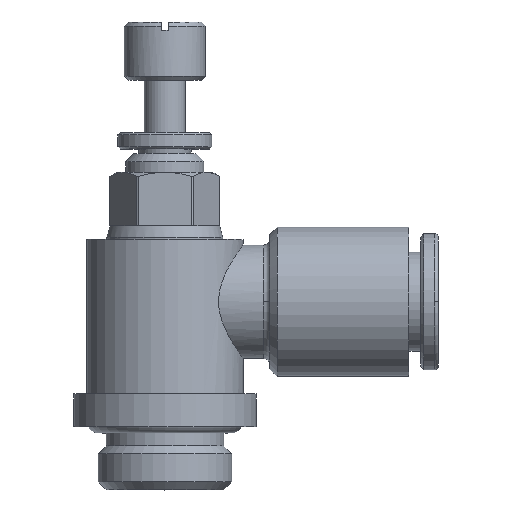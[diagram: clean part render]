
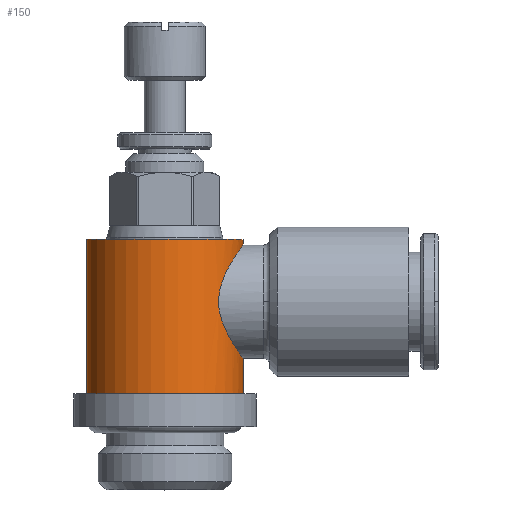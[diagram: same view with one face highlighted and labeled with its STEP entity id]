
A CAD part, top view. The second image highlights one B-rep face of the part: STEP entity #150.
In plain terms, the highlighted cylindrical face has radius 5.7 mm (diameter 11.4 mm), a partial arc.
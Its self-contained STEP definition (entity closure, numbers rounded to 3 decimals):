
#150=ADVANCED_FACE('',(#374),#375,.T.);
#374=FACE_OUTER_BOUND('',#600,.T.);
#375=CYLINDRICAL_SURFACE('',#601,5.7);
#600=EDGE_LOOP('',(#1407,#1408,#1409,#1410,#1411,#1412));
#601=AXIS2_PLACEMENT_3D('',#1413,#1414,#1415);
#1407=ORIENTED_EDGE('',*,*,#1423,.T.);
#1408=ORIENTED_EDGE('',*,*,#1496,.T.);
#1409=ORIENTED_EDGE('',*,*,#1427,.T.);
#1410=ORIENTED_EDGE('',*,*,#1672,.F.);
#1411=ORIENTED_EDGE('',*,*,#1425,.T.);
#1412=ORIENTED_EDGE('',*,*,#1670,.F.);
#1413=CARTESIAN_POINT('',(0.0,5.625,0.0));
#1414=DIRECTION('',(-0.0,1.0,0.0));
#1415=DIRECTION('',(1.0,0.0,0.0));
#1423=EDGE_CURVE('',#1673,#1674,#1675,.T.);
#1425=EDGE_CURVE('',#1678,#1676,#1679,.T.);
#1427=EDGE_CURVE('',#1682,#1680,#1683,.T.);
#1496=EDGE_CURVE('',#1674,#1682,#1809,.T.);
#1670=EDGE_CURVE('',#1673,#1676,#2078,.T.);
#1672=EDGE_CURVE('',#1678,#1680,#2080,.T.);
#1673=VERTEX_POINT('',#2081);
#1674=VERTEX_POINT('',#2082);
#1675=LINE('',#2083,#2084);
#1676=VERTEX_POINT('',#2085);
#1678=VERTEX_POINT('',#2087);
#1679=LINE('',#2088,#2089);
#1680=VERTEX_POINT('',#2090);
#1682=VERTEX_POINT('',#2092);
#1683=LINE('',#2093,#2094);
#1809=B_SPLINE_CURVE_WITH_KNOTS('',3,(#2301,#2302,#2303,#2304,#2305,#2306,#2307,#2308,#2309,#2310,#2311,#2312,#2313,#2314,#2315,#2316,#2317,#2318,#2319,#2320,#2321,#2322,#2323,#2324,#2325,#2326,#2327,#2328,#2329,#2330,#2331,#2332,#2333,#2334),.UNSPECIFIED.,.F.,.F.,(4,2,2,2,2,2,2,2,2,2,2,2,2,2,2,2,4),(6.564,7.377,8.19,9.003,9.817,10.644,11.472,12.3,13.127,13.955,14.783,15.61,16.438,17.251,18.065,18.878,19.691),.UNSPECIFIED.);
#2078=CIRCLE('',#2943,5.7);
#2080=CIRCLE('',#2945,5.7);
#2081=CARTESIAN_POINT('',(5.7,0.0,0.0));
#2082=CARTESIAN_POINT('',(5.7,2.575,0.));
#2083=CARTESIAN_POINT('',(5.7,5.625,0.));
#2084=VECTOR('',#2946,1.0);
#2085=CARTESIAN_POINT('',(-5.7,0.0,0.));
#2087=CARTESIAN_POINT('',(-5.7,11.25,0.));
#2088=CARTESIAN_POINT('',(-5.7,5.625,0.));
#2089=VECTOR('',#2950,1.0);
#2090=CARTESIAN_POINT('',(5.7,11.25,0.0));
#2092=CARTESIAN_POINT('',(5.7,10.85,0.));
#2093=CARTESIAN_POINT('',(5.7,5.625,0.));
#2094=VECTOR('',#2954,1.0);
#2301=CARTESIAN_POINT('',(5.7,2.575,0.));
#2302=CARTESIAN_POINT('',(5.7,2.575,0.271));
#2303=CARTESIAN_POINT('',(5.68,2.602,0.548));
#2304=CARTESIAN_POINT('',(5.601,2.712,1.093));
#2305=CARTESIAN_POINT('',(5.542,2.795,1.36));
#2306=CARTESIAN_POINT('',(5.392,3.01,1.868));
#2307=CARTESIAN_POINT('',(5.301,3.142,2.108));
#2308=CARTESIAN_POINT('',(5.104,3.442,2.549));
#2309=CARTESIAN_POINT('',(4.997,3.61,2.749));
#2310=CARTESIAN_POINT('',(4.784,3.966,3.105));
#2311=CARTESIAN_POINT('',(4.67,4.169,3.274));
#2312=CARTESIAN_POINT('',(4.445,4.609,3.573));
#2313=CARTESIAN_POINT('',(4.335,4.848,3.704));
#2314=CARTESIAN_POINT('',(4.144,5.351,3.917));
#2315=CARTESIAN_POINT('',(4.062,5.616,3.999));
#2316=CARTESIAN_POINT('',(3.951,6.158,4.11));
#2317=CARTESIAN_POINT('',(3.921,6.436,4.138));
#2318=CARTESIAN_POINT('',(3.921,6.988,4.138));
#2319=CARTESIAN_POINT('',(3.951,7.266,4.11));
#2320=CARTESIAN_POINT('',(4.062,7.809,3.999));
#2321=CARTESIAN_POINT('',(4.144,8.074,3.917));
#2322=CARTESIAN_POINT('',(4.335,8.577,3.704));
#2323=CARTESIAN_POINT('',(4.445,8.815,3.573));
#2324=CARTESIAN_POINT('',(4.67,9.256,3.274));
#2325=CARTESIAN_POINT('',(4.784,9.458,3.105));
#2326=CARTESIAN_POINT('',(4.997,9.815,2.749));
#2327=CARTESIAN_POINT('',(5.104,9.983,2.549));
#2328=CARTESIAN_POINT('',(5.301,10.283,2.108));
#2329=CARTESIAN_POINT('',(5.392,10.415,1.868));
#2330=CARTESIAN_POINT('',(5.542,10.63,1.36));
#2331=CARTESIAN_POINT('',(5.601,10.713,1.093));
#2332=CARTESIAN_POINT('',(5.68,10.823,0.548));
#2333=CARTESIAN_POINT('',(5.7,10.85,0.271));
#2334=CARTESIAN_POINT('',(5.7,10.85,0.));
#2943=AXIS2_PLACEMENT_3D('',#3430,#3431,#3432);
#2945=AXIS2_PLACEMENT_3D('',#3436,#3437,#3438);
#2946=DIRECTION('',(0.0,1.0,0.0));
#2950=DIRECTION('',(-0.0,-1.0,-0.0));
#2954=DIRECTION('',(0.0,1.0,0.0));
#3430=CARTESIAN_POINT('',(0.0,0.0,0.0));
#3431=DIRECTION('',(0.0,-1.0,0.0));
#3432=DIRECTION('',(1.0,0.0,0.0));
#3436=CARTESIAN_POINT('',(0.0,11.25,0.0));
#3437=DIRECTION('',(-0.0,1.0,0.0));
#3438=DIRECTION('',(1.0,0.0,0.0));
